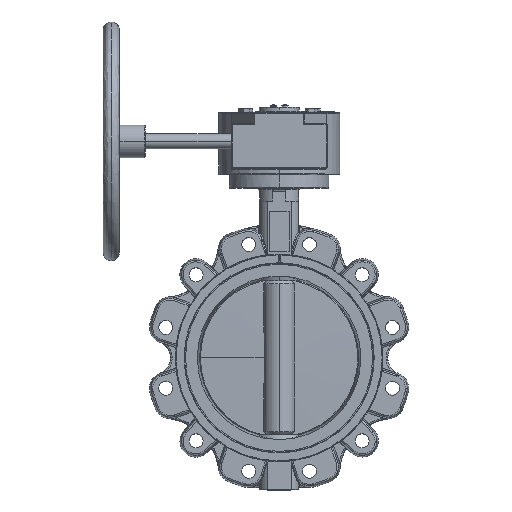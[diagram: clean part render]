
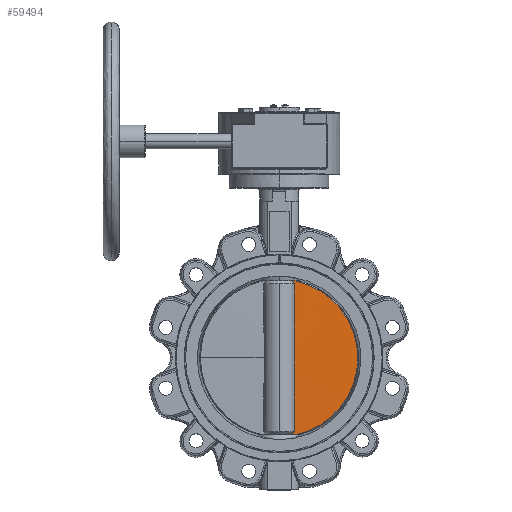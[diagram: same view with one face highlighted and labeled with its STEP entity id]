
A CAD part, top view. The second image highlights one B-rep face of the part: STEP entity #59494.
In plain terms, the highlighted conical face has half-angle 88.82 degrees and reference radius 98.9 mm.
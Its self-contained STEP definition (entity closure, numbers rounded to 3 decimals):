
#1661 = CARTESIAN_POINT ( 'NONE',  ( 19.172, -62.069, 5.704 ) ) ;
#2327 = CARTESIAN_POINT ( 'NONE',  ( 19.262, 77.584, 5.392 ) ) ;
#3374 = ORIENTED_EDGE ( 'NONE', *, *, #65216, .T. ) ;
#3377 = CARTESIAN_POINT ( 'NONE',  ( 19.344, 93.1, 5.079 ) ) ;
#3652 = CARTESIAN_POINT ( 'NONE',  ( 0., 0., 5. ) ) ;
#3871 = CARTESIAN_POINT ( 'NONE',  ( 16.758, -95.606, 5.038 ) ) ;
#5078 = CARTESIAN_POINT ( 'NONE',  ( 16.981, -96.85, 5.012 ) ) ;
#5878 = DIRECTION ( 'NONE',  ( 1., 0., 0. ) ) ;
#6378 = CARTESIAN_POINT ( 'NONE',  ( 19.344, 93.1, 5.079 ) ) ;
#7161 = CARTESIAN_POINT ( 'NONE',  ( 19.032, -38.795, 6.149 ) ) ;
#7786 = ORIENTED_EDGE ( 'NONE', *, *, #65804, .T. ) ;
#8364 = B_SPLINE_CURVE_WITH_KNOTS ( 'NONE', 3,
 ( #41944, #21389, #37356, #6378 ),
 .UNSPECIFIED., .F., .F.,
 ( 4, 4 ),
 ( 0.001, 0.006 ),
 .UNSPECIFIED. ) ;
#10479 = ORIENTED_EDGE ( 'NONE', *, *, #44455, .T. ) ;
#10669 = CONICAL_SURFACE ( 'NONE', #57033, 98.9, 1.55 ) ;
#11932 = CARTESIAN_POINT ( 'NONE',  ( 18.984, 31.035, 6.294 ) ) ;
#12063 = CARTESIAN_POINT ( 'NONE',  ( 18.507, 96.85, 5.006 ) ) ;
#13211 = VERTEX_POINT ( 'NONE', #27384 ) ;
#13457 = B_SPLINE_CURVE_WITH_KNOTS ( 'NONE', 3,
 ( #52061, #20785, #5078, #62457 ),
 .UNSPECIFIED., .F., .F.,
 ( 4, 4 ),
 ( 0.022, 0.027 ),
 .UNSPECIFIED. ) ;
#13550 = CARTESIAN_POINT ( 'NONE',  ( 15.456, -96.85, 5.017 ) ) ;
#14795 = CARTESIAN_POINT ( 'NONE',  ( 20.032, -96.85, 5. ) ) ;
#15934 = B_SPLINE_CURVE_WITH_KNOTS ( 'NONE', 3,
 ( #60326, #61014, #3871, #50628 ),
 .UNSPECIFIED., .F., .F.,
 ( 4, 4 ),
 ( 0., 0.005 ),
 .UNSPECIFIED. ) ;
#16850 = CARTESIAN_POINT ( 'NONE',  ( 15.456, 96.85, 5.017 ) ) ;
#17058 = ORIENTED_EDGE ( 'NONE', *, *, #50774, .F. ) ;
#20785 = CARTESIAN_POINT ( 'NONE',  ( 18.507, -96.85, 5.006 ) ) ;
#21389 = CARTESIAN_POINT ( 'NONE',  ( 16.758, 95.606, 5.038 ) ) ;
#21576 = B_SPLINE_CURVE_WITH_KNOTS ( 'NONE', 3,
 ( #16850, #53370, #12063, #38516 ),
 .UNSPECIFIED., .F., .F.,
 ( 4, 4 ),
 ( 0.025, 0.03 ),
 .UNSPECIFIED. ) ;
#22387 = CARTESIAN_POINT ( 'NONE',  ( 19.344, -93.1, 5.079 ) ) ;
#27384 = CARTESIAN_POINT ( 'NONE',  ( 20.032, 96.85, 5. ) ) ;
#27394 = VERTEX_POINT ( 'NONE', #30475 ) ;
#27419 = CARTESIAN_POINT ( 'NONE',  ( 18.9, -15.521, 6.543 ) ) ;
#27879 = CARTESIAN_POINT ( 'NONE',  ( 18.863, -7.762, 6.649 ) ) ;
#28768 = VERTEX_POINT ( 'NONE', #55395 ) ;
#29475 = EDGE_CURVE ( 'NONE', #44810, #39810, #13457, .T. ) ;
#30475 = CARTESIAN_POINT ( 'NONE',  ( 19.344, -93.1, 5.079 ) ) ;
#33586 = AXIS2_PLACEMENT_3D ( 'NONE', #57709, #47825, #5878 ) ;
#35326 = ORIENTED_EDGE ( 'NONE', *, *, #29475, .F. ) ;
#35996 = ORIENTED_EDGE ( 'NONE', *, *, #51979, .T. ) ;
#37356 = CARTESIAN_POINT ( 'NONE',  ( 18.053, 94.354, 5.059 ) ) ;
#37907 = CARTESIAN_POINT ( 'NONE',  ( 18.9, 15.518, 6.543 ) ) ;
#38089 = EDGE_LOOP ( 'NONE', ( #17058, #10479, #7786, #35996, #35326, #3374 ) ) ;
#38516 = CARTESIAN_POINT ( 'NONE',  ( 20.032, 96.85, 5. ) ) ;
#39810 = VERTEX_POINT ( 'NONE', #13550 ) ;
#41944 = CARTESIAN_POINT ( 'NONE',  ( 15.456, 96.85, 5.017 ) ) ;
#44056 = CARTESIAN_POINT ( 'NONE',  ( 19.172, 62.068, 5.704 ) ) ;
#44455 = EDGE_CURVE ( 'NONE', #28768, #62553, #8364, .T. ) ;
#44810 = VERTEX_POINT ( 'NONE', #14795 ) ;
#45142 = DIRECTION ( 'NONE',  ( 0., 0., -1. ) ) ;
#46044 = DIRECTION ( 'NONE',  ( -1., 0., 0. ) ) ;
#46989 = B_SPLINE_CURVE_WITH_KNOTS ( 'NONE', 3,
 ( #48646, #2327, #44056, #53461, #11932, #37907, #59241, #27879, #27419, #64515, #7161, #1661, #48418, #22387 ),
 .UNSPECIFIED., .F., .F.,
 ( 4, 2, 2, 2, 2, 2, 4 ),
 ( 0.014, 0.061, 0.084, 0.107, 0.13, 0.154, 0.2 ),
 .UNSPECIFIED. ) ;
#47825 = DIRECTION ( 'NONE',  ( 0., 0., 1. ) ) ;
#48418 = CARTESIAN_POINT ( 'NONE',  ( 19.262, -77.584, 5.392 ) ) ;
#48646 = CARTESIAN_POINT ( 'NONE',  ( 19.344, 93.1, 5.079 ) ) ;
#50628 = CARTESIAN_POINT ( 'NONE',  ( 15.456, -96.85, 5.017 ) ) ;
#50774 = EDGE_CURVE ( 'NONE', #28768, #13211, #21576, .T. ) ;
#51979 = EDGE_CURVE ( 'NONE', #27394, #39810, #15934, .T. ) ;
#52061 = CARTESIAN_POINT ( 'NONE',  ( 20.032, -96.85, 5. ) ) ;
#53370 = CARTESIAN_POINT ( 'NONE',  ( 16.981, 96.85, 5.012 ) ) ;
#53461 = CARTESIAN_POINT ( 'NONE',  ( 19.032, 38.794, 6.149 ) ) ;
#55395 = CARTESIAN_POINT ( 'NONE',  ( 15.456, 96.85, 5.017 ) ) ;
#57033 = AXIS2_PLACEMENT_3D ( 'NONE', #3652, #45142, #46044 ) ;
#57709 = CARTESIAN_POINT ( 'NONE',  ( 0., 0., 5. ) ) ;
#58508 = CIRCLE ( 'NONE', #33586, 98.9 ) ;
#58886 = FACE_OUTER_BOUND ( 'NONE', #38089, .T. ) ;
#59241 = CARTESIAN_POINT ( 'NONE',  ( 18.863, 7.76, 6.649 ) ) ;
#59494 = ADVANCED_FACE ( 'NONE', ( #58886 ), #10669, .T. ) ;
#60326 = CARTESIAN_POINT ( 'NONE',  ( 19.344, -93.1, 5.079 ) ) ;
#61014 = CARTESIAN_POINT ( 'NONE',  ( 18.053, -94.354, 5.059 ) ) ;
#62457 = CARTESIAN_POINT ( 'NONE',  ( 15.456, -96.85, 5.017 ) ) ;
#62553 = VERTEX_POINT ( 'NONE', #3377 ) ;
#64515 = CARTESIAN_POINT ( 'NONE',  ( 18.984, -31.037, 6.294 ) ) ;
#65216 = EDGE_CURVE ( 'NONE', #44810, #13211, #58508, .T. ) ;
#65804 = EDGE_CURVE ( 'NONE', #62553, #27394, #46989, .T. ) ;
